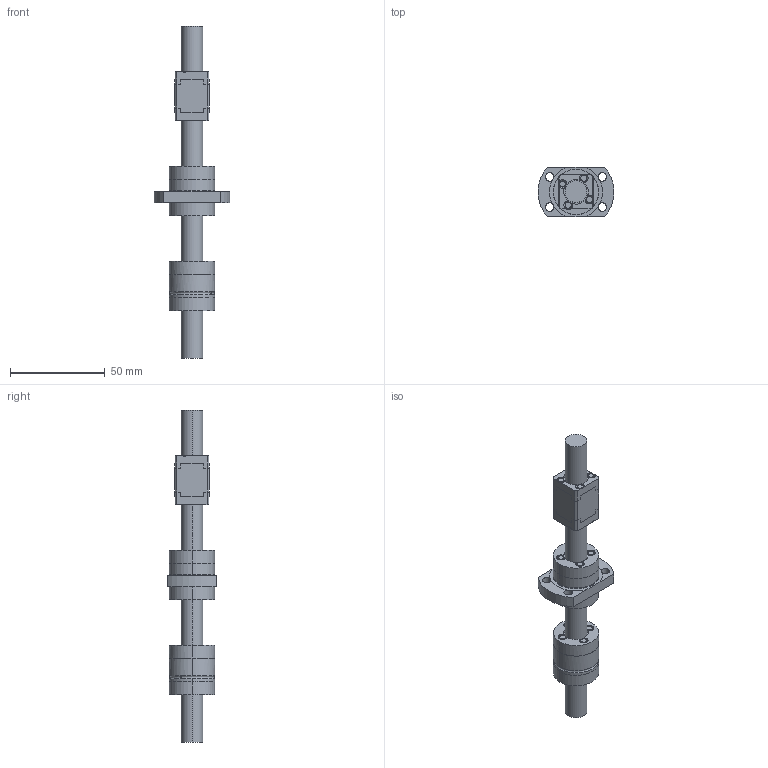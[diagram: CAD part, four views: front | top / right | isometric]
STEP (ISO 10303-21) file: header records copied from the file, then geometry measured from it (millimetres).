
FILE_DESCRIPTION(('Creo Elements/Direct Modeling STEP Export'),'2;1');
FILE_NAME('HSB-KGT-1210RH-2g.stp','2015-05-07T10:24:54',(''),(''),'Creo Elements/Direct Modeling STEP processor for AP214 (Solid Model)','Creo Elements/Direct Modeling 18.1F 24-Jul-2014 (C) Parametric Technology GmbH','');
FILE_SCHEMA(('AUTOMOTIVE_DESIGN { 1 0 10303 214 1 1 1 1 }'));
Length unit declared in the file: millimetre
Products named in the file (4): HSB-KGM-F-1210RH-2g_23973; HSB-KGM-M-1210RH-2g_23972; HSB-KGM-S-1210RH-2g_23555; HSB-KGS-1210RH-1g-T7_23906
Bounding box: 39.88 x 26 x 175 mm (x, y, z)
Volume: 44141.2 mm3; surface area: 18703.9 mm2
Topology: 4 solids, 4 shells, 273 faces, 847 edges, 585 vertices
Faces by surface type: cylinder 128, plane 83, cone 58, torus 4
Entity records: 16435 total; most frequent: CARTESIAN_POINT 7239, ORIENTED_EDGE 1694, DIRECTION 1276, EDGE_CURVE 847, VERTEX_POINT 585, AXIS2_PLACEMENT_3D 492, EDGE_LOOP 296, VECTOR 292
